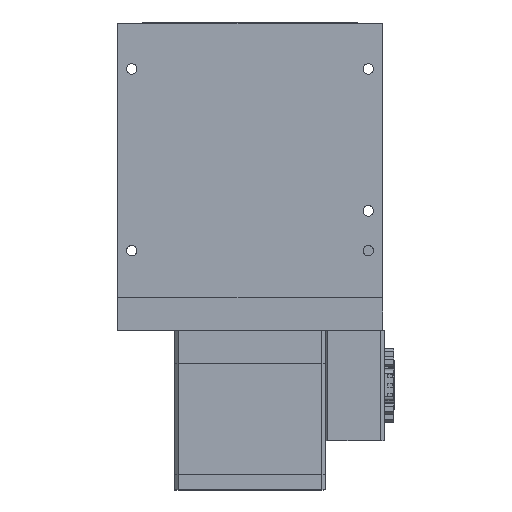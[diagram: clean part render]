
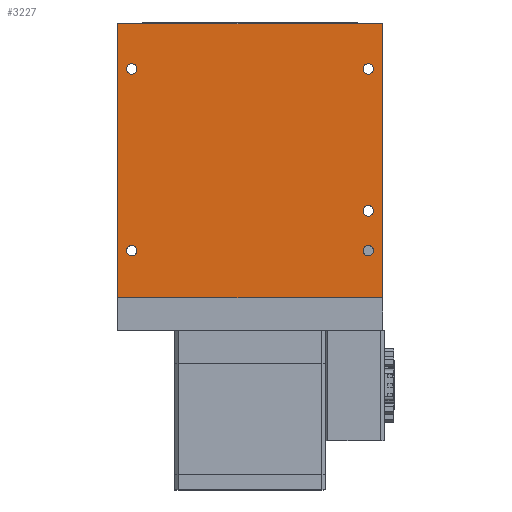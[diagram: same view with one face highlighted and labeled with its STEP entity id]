
A CAD part, front view. The second image highlights one B-rep face of the part: STEP entity #3227.
In plain terms, the highlighted planar face has unit normal (0, -1, 0).
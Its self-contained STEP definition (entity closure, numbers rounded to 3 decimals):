
#359 = LINE ( 'NONE', #1418, #6999 ) ;
#379 = AXIS2_PLACEMENT_3D ( 'NONE', #12455, #2651, #23976 ) ;
#526 = ORIENTED_EDGE ( 'NONE', *, *, #21693, .T. ) ;
#678 = CIRCLE ( 'NONE', #25459, 2.75 ) ;
#909 = CIRCLE ( 'NONE', #9228, 2.75 ) ;
#1088 = AXIS2_PLACEMENT_3D ( 'NONE', #18814, #18933, #2941 ) ;
#1371 = VERTEX_POINT ( 'NONE', #16049 ) ;
#1418 = CARTESIAN_POINT ( 'NONE',  ( 0., 0., 0. ) ) ;
#1472 = VECTOR ( 'NONE', #20555, 1000. ) ;
#1755 = CIRCLE ( 'NONE', #33420, 2.75 ) ;
#2020 = ORIENTED_EDGE ( 'NONE', *, *, #3554, .T. ) ;
#2081 = EDGE_CURVE ( 'NONE', #28573, #11956, #1755, .T. ) ;
#2211 = DIRECTION ( 'NONE',  ( 0., 0., 1. ) ) ;
#2621 = CARTESIAN_POINT ( 'NONE',  ( 0., 0., 145. ) ) ;
#2651 = DIRECTION ( 'NONE',  ( 0., 1., 0. ) ) ;
#2762 = EDGE_CURVE ( 'NONE', #19644, #5395, #909, .T. ) ;
#2941 = DIRECTION ( 'NONE',  ( 0., 0., 1. ) ) ;
#3227 = ADVANCED_FACE ( 'NONE', ( #34068, #14536, #12007, #7511, #26644, #12435 ), #6121, .F. ) ;
#3426 = CARTESIAN_POINT ( 'NONE',  ( 7.5, 0., 27.75 ) ) ;
#3554 = EDGE_CURVE ( 'NONE', #4221, #33105, #4140, .T. ) ;
#3658 = CIRCLE ( 'NONE', #12219, 2.75 ) ;
#3773 = CIRCLE ( 'NONE', #24566, 2.75 ) ;
#4140 = CIRCLE ( 'NONE', #19031, 2.75 ) ;
#4221 = VERTEX_POINT ( 'NONE', #3426 ) ;
#4364 = LINE ( 'NONE', #33806, #1472 ) ;
#4393 = EDGE_CURVE ( 'NONE', #11990, #6777, #13496, .T. ) ;
#4461 = ORIENTED_EDGE ( 'NONE', *, *, #31989, .T. ) ;
#4508 = EDGE_CURVE ( 'NONE', #6777, #17535, #4364, .T. ) ;
#4592 = EDGE_LOOP ( 'NONE', ( #2020, #18862 ) ) ;
#5068 = DIRECTION ( 'NONE',  ( 0., 1., 0. ) ) ;
#5265 = ORIENTED_EDGE ( 'NONE', *, *, #15493, .T. ) ;
#5395 = VERTEX_POINT ( 'NONE', #30476 ) ;
#5511 = CARTESIAN_POINT ( 'NONE',  ( 7.5, 0., 123.75 ) ) ;
#6083 = DIRECTION ( 'NONE',  ( 0., 1., 0. ) ) ;
#6121 = PLANE ( 'NONE',  #13677 ) ;
#6309 = CIRCLE ( 'NONE', #24722, 2.75 ) ;
#6594 = EDGE_LOOP ( 'NONE', ( #4461, #16417 ) ) ;
#6777 = VERTEX_POINT ( 'NONE', #33890 ) ;
#6830 = CARTESIAN_POINT ( 'NONE',  ( 140., 0., 0. ) ) ;
#6837 = EDGE_CURVE ( 'NONE', #13256, #1371, #3658, .T. ) ;
#6999 = VECTOR ( 'NONE', #17284, 1000. ) ;
#7511 = FACE_BOUND ( 'NONE', #8008, .T. ) ;
#8008 = EDGE_LOOP ( 'NONE', ( #20971, #24556 ) ) ;
#8033 = CARTESIAN_POINT ( 'NONE',  ( 7.5, 0., 22.25 ) ) ;
#8072 = DIRECTION ( 'NONE',  ( 0., 0., -1. ) ) ;
#8233 = VECTOR ( 'NONE', #8072, 1000. ) ;
#8391 = ORIENTED_EDGE ( 'NONE', *, *, #23828, .T. ) ;
#8397 = DIRECTION ( 'NONE',  ( 0., 0., 1. ) ) ;
#8755 = CARTESIAN_POINT ( 'NONE',  ( 0., 0., 0. ) ) ;
#9198 = EDGE_CURVE ( 'NONE', #11956, #28573, #678, .T. ) ;
#9228 = AXIS2_PLACEMENT_3D ( 'NONE', #33523, #20390, #23166 ) ;
#9657 = AXIS2_PLACEMENT_3D ( 'NONE', #18380, #5068, #23968 ) ;
#11013 = DIRECTION ( 'NONE',  ( 0., 1., 0. ) ) ;
#11293 = CARTESIAN_POINT ( 'NONE',  ( 0., 0., 145. ) ) ;
#11956 = VERTEX_POINT ( 'NONE', #22418 ) ;
#11990 = VERTEX_POINT ( 'NONE', #17735 ) ;
#12007 = FACE_BOUND ( 'NONE', #25245, .T. ) ;
#12009 = CARTESIAN_POINT ( 'NONE',  ( 7.5, 0., 121. ) ) ;
#12219 = AXIS2_PLACEMENT_3D ( 'NONE', #15405, #20523, #2211 ) ;
#12367 = ORIENTED_EDGE ( 'NONE', *, *, #4393, .F. ) ;
#12435 = FACE_OUTER_BOUND ( 'NONE', #27536, .T. ) ;
#12455 = CARTESIAN_POINT ( 'NONE',  ( 7.5, 0., 25. ) ) ;
#12549 = CARTESIAN_POINT ( 'NONE',  ( 7.5, 0., 118.25 ) ) ;
#13073 = VECTOR ( 'NONE', #30148, 1000. ) ;
#13197 = ORIENTED_EDGE ( 'NONE', *, *, #28071, .T. ) ;
#13256 = VERTEX_POINT ( 'NONE', #21179 ) ;
#13496 = LINE ( 'NONE', #33011, #13073 ) ;
#13677 = AXIS2_PLACEMENT_3D ( 'NONE', #11293, #14191, #32803 ) ;
#14191 = DIRECTION ( 'NONE',  ( 0., 1., 0. ) ) ;
#14536 = FACE_BOUND ( 'NONE', #19324, .T. ) ;
#14607 = VERTEX_POINT ( 'NONE', #12549 ) ;
#15382 = DIRECTION ( 'NONE',  ( 0., 1., 0. ) ) ;
#15405 = CARTESIAN_POINT ( 'NONE',  ( 132.5, 0., 25. ) ) ;
#15493 = EDGE_CURVE ( 'NONE', #11990, #23415, #26118, .T. ) ;
#16034 = CARTESIAN_POINT ( 'NONE',  ( 132.5, 0., 43.25 ) ) ;
#16049 = CARTESIAN_POINT ( 'NONE',  ( 132.5, 0., 27.75 ) ) ;
#16084 = CARTESIAN_POINT ( 'NONE',  ( 132.5, 0., 25. ) ) ;
#16315 = DIRECTION ( 'NONE',  ( 0., 1., 0. ) ) ;
#16417 = ORIENTED_EDGE ( 'NONE', *, *, #6837, .T. ) ;
#17284 = DIRECTION ( 'NONE',  ( 1., 0., 0. ) ) ;
#17535 = VERTEX_POINT ( 'NONE', #6830 ) ;
#17644 = ORIENTED_EDGE ( 'NONE', *, *, #4508, .F. ) ;
#17735 = CARTESIAN_POINT ( 'NONE',  ( 0., 0., 145. ) ) ;
#17994 = ORIENTED_EDGE ( 'NONE', *, *, #27211, .T. ) ;
#18380 = CARTESIAN_POINT ( 'NONE',  ( 7.5, 0., 121. ) ) ;
#18814 = CARTESIAN_POINT ( 'NONE',  ( 132.5, 0., 121. ) ) ;
#18862 = ORIENTED_EDGE ( 'NONE', *, *, #29178, .T. ) ;
#18933 = DIRECTION ( 'NONE',  ( 0., 1., 0. ) ) ;
#19031 = AXIS2_PLACEMENT_3D ( 'NONE', #20794, #23701, #26310 ) ;
#19324 = EDGE_LOOP ( 'NONE', ( #13197, #526 ) ) ;
#19540 = CIRCLE ( 'NONE', #1088, 2.75 ) ;
#19644 = VERTEX_POINT ( 'NONE', #32243 ) ;
#20390 = DIRECTION ( 'NONE',  ( 0., 1., 0. ) ) ;
#20523 = DIRECTION ( 'NONE',  ( 0., 1., 0. ) ) ;
#20555 = DIRECTION ( 'NONE',  ( 0., 0., -1. ) ) ;
#20794 = CARTESIAN_POINT ( 'NONE',  ( 7.5, 0., 25. ) ) ;
#20971 = ORIENTED_EDGE ( 'NONE', *, *, #9198, .T. ) ;
#21179 = CARTESIAN_POINT ( 'NONE',  ( 132.5, 0., 22.25 ) ) ;
#21204 = ORIENTED_EDGE ( 'NONE', *, *, #2762, .T. ) ;
#21477 = DIRECTION ( 'NONE',  ( 0., 0., 1. ) ) ;
#21693 = EDGE_CURVE ( 'NONE', #14607, #30631, #3773, .T. ) ;
#22418 = CARTESIAN_POINT ( 'NONE',  ( 132.5, 0., 48.75 ) ) ;
#23166 = DIRECTION ( 'NONE',  ( 0., 0., 1. ) ) ;
#23415 = VERTEX_POINT ( 'NONE', #8755 ) ;
#23701 = DIRECTION ( 'NONE',  ( 0., 1., 0. ) ) ;
#23828 = EDGE_CURVE ( 'NONE', #5395, #19644, #19540, .T. ) ;
#23968 = DIRECTION ( 'NONE',  ( 0., 0., 1. ) ) ;
#23976 = DIRECTION ( 'NONE',  ( 0., 0., 1. ) ) ;
#24038 = CARTESIAN_POINT ( 'NONE',  ( 132.5, 0., 46. ) ) ;
#24556 = ORIENTED_EDGE ( 'NONE', *, *, #2081, .T. ) ;
#24566 = AXIS2_PLACEMENT_3D ( 'NONE', #12009, #15382, #33758 ) ;
#24722 = AXIS2_PLACEMENT_3D ( 'NONE', #16084, #16315, #29626 ) ;
#25245 = EDGE_LOOP ( 'NONE', ( #8391, #21204 ) ) ;
#25459 = AXIS2_PLACEMENT_3D ( 'NONE', #24038, #11013, #21477 ) ;
#26118 = LINE ( 'NONE', #2621, #8233 ) ;
#26310 = DIRECTION ( 'NONE',  ( 0., 0., 1. ) ) ;
#26644 = FACE_BOUND ( 'NONE', #6594, .T. ) ;
#27211 = EDGE_CURVE ( 'NONE', #23415, #17535, #359, .T. ) ;
#27536 = EDGE_LOOP ( 'NONE', ( #17994, #17644, #12367, #5265 ) ) ;
#28071 = EDGE_CURVE ( 'NONE', #30631, #14607, #28531, .T. ) ;
#28531 = CIRCLE ( 'NONE', #9657, 2.75 ) ;
#28573 = VERTEX_POINT ( 'NONE', #16034 ) ;
#29178 = EDGE_CURVE ( 'NONE', #33105, #4221, #30051, .T. ) ;
#29626 = DIRECTION ( 'NONE',  ( 0., 0., 1. ) ) ;
#30051 = CIRCLE ( 'NONE', #379, 2.75 ) ;
#30148 = DIRECTION ( 'NONE',  ( 1., 0., 0. ) ) ;
#30476 = CARTESIAN_POINT ( 'NONE',  ( 132.5, 0., 123.75 ) ) ;
#30631 = VERTEX_POINT ( 'NONE', #5511 ) ;
#31989 = EDGE_CURVE ( 'NONE', #1371, #13256, #6309, .T. ) ;
#32243 = CARTESIAN_POINT ( 'NONE',  ( 132.5, 0., 118.25 ) ) ;
#32297 = CARTESIAN_POINT ( 'NONE',  ( 132.5, 0., 46. ) ) ;
#32803 = DIRECTION ( 'NONE',  ( 0., 0., 1. ) ) ;
#33011 = CARTESIAN_POINT ( 'NONE',  ( 0., 0., 145. ) ) ;
#33105 = VERTEX_POINT ( 'NONE', #8033 ) ;
#33420 = AXIS2_PLACEMENT_3D ( 'NONE', #32297, #6083, #8397 ) ;
#33523 = CARTESIAN_POINT ( 'NONE',  ( 132.5, 0., 121. ) ) ;
#33758 = DIRECTION ( 'NONE',  ( 0., 0., 1. ) ) ;
#33806 = CARTESIAN_POINT ( 'NONE',  ( 140., 0., 145. ) ) ;
#33890 = CARTESIAN_POINT ( 'NONE',  ( 140., 0., 145. ) ) ;
#34068 = FACE_BOUND ( 'NONE', #4592, .T. ) ;
